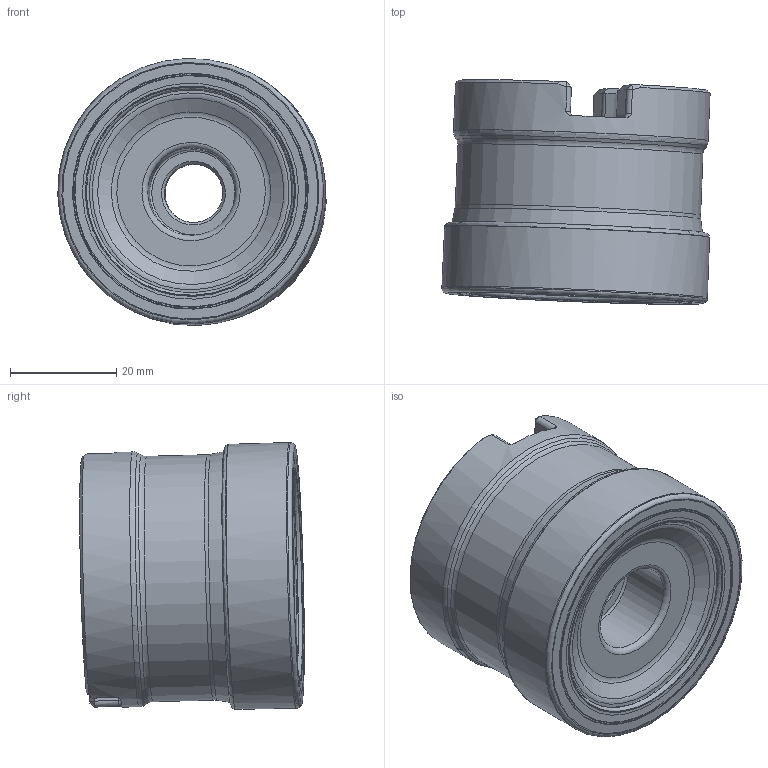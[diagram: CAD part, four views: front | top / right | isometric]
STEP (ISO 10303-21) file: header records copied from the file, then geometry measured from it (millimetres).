
FILE_DESCRIPTION(/* description */ (''),/* implementation_level */ '2;1');
FILE_NAME(/* name */ 'ax_step_export_TOP_PART.stp',/* time_stamp */ '2021-07-16T07:18:29+02:00',/* author */ (''),/* organization */ (''),/* preprocessor_version */ 'ST-DEVELOPER v16.7',/* originating_system */ 'SIEMENS PLM Software NX 12.0',/* authorisation */ '');
FILE_SCHEMA (('AUTOMOTIVE_DESIGN { 1 0 10303 214 3 1 1 1 }'));
Length unit declared in the file: millimetre
Products named in the file (4): CUT; NOCUT; ASSEMBLY_CONSTRUCTION; TOP_PART
Assembly tree (3 placements, depth 2):
  TOP_PART
    ASSEMBLY_CONSTRUCTION
    NOCUT
    CUT
Bounding box: 50.45 x 42.24 x 50.21 mm (x, y, z)
Volume: 62770 mm3; surface area: 16237.1 mm2
Topology: 2 solids, 2 shells, 108 faces, 312 edges, 261 vertices
Faces by surface type: revolution 25, cylinder 25, plane 20, cone 19, torus 19
Full cylindrical faces by diameter (mm): 11 x1, 16.5 x1, 22.006 x1, 22.2 x1, 46.2 x1, 47.6 x1, 48 x1
Entity records: 4187 total; most frequent: CARTESIAN_POINT 1549, DIRECTION 479, ORIENTED_EDGE 366, AXIS2_PLACEMENT_3D 200, EDGE_CURVE 183, EDGE_LOOP 166, VERTEX_POINT 133, FACE_BOUND 116
